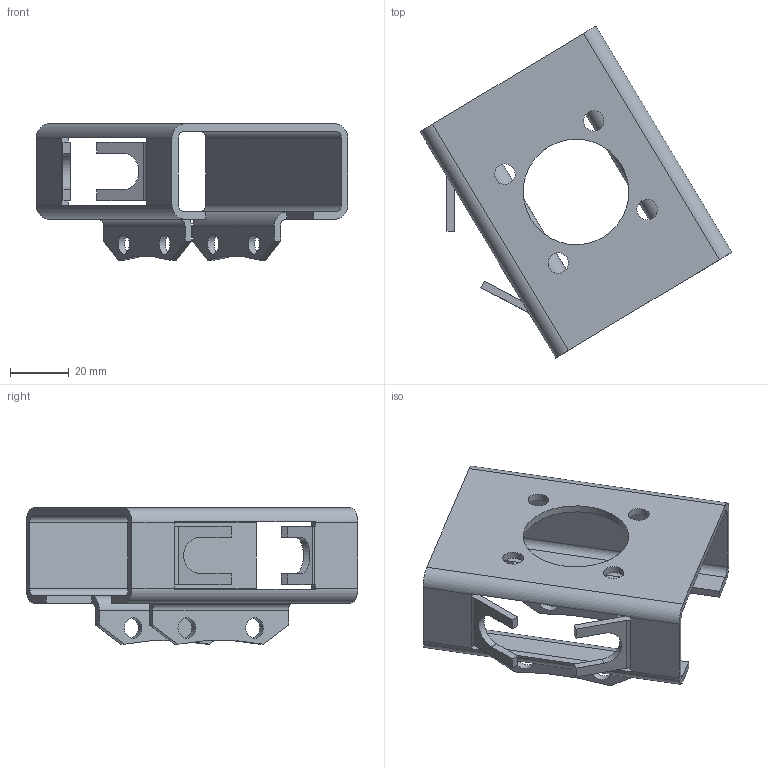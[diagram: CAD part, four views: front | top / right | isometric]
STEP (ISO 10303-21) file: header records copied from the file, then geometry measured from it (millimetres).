
FILE_DESCRIPTION((''),'2;1');
FILE_NAME('58142125X150.stp','2010-10-26T10:03:58',('thilbrands'),(''),'Autodesk Inventor 2008','Autodesk Inventor 2008','');
FILE_SCHEMA(('AUTOMOTIVE_DESIGN { 1 0 10303 214 1 1 1 1 }'));
Length unit declared in the file: millimetre
Products named in the file (1): 58142125X150
Bounding box: 106.36 x 113.2 x 46.5 mm (x, y, z)
Volume: 31505.4 mm3; surface area: 27966.3 mm2
Topology: 1 solids, 1 shells, 81 faces, 237 edges, 156 vertices
Faces by surface type: plane 52, cylinder 21, bspline 8
Full cylindrical faces by diameter (mm): 36 x1
Entity records: 2796 total; most frequent: CARTESIAN_POINT 598, ORIENTED_EDGE 452, DIRECTION 440, EDGE_CURVE 226, VECTOR 160, LINE 160, VERTEX_POINT 154, AXIS2_PLACEMENT_3D 140
